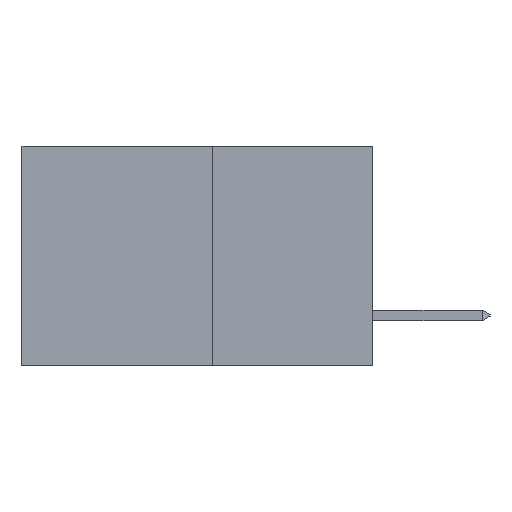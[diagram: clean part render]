
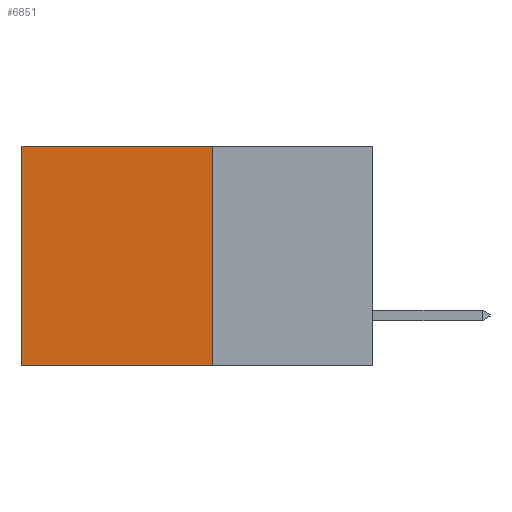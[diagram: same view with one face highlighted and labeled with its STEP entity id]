
A CAD part, left-side view. The second image highlights one B-rep face of the part: STEP entity #6851.
In plain terms, the highlighted planar face has unit normal (-1, 0, 0).
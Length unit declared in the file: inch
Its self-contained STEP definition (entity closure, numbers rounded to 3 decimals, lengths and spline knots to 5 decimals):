
#1619 = DIRECTION ( 'NONE',  ( 0., 1., 0. ) ) ;
#2431 = LINE ( 'NONE', #2969, #7557 ) ;
#2969 = CARTESIAN_POINT ( 'NONE',  ( 0.277, 0.27, -0.37 ) ) ;
#2975 = ORIENTED_EDGE ( 'NONE', *, *, #11368, .T. ) ;
#3002 = DIRECTION ( 'NONE',  ( 0., 0., -1. ) ) ;
#3399 = AXIS2_PLACEMENT_3D ( 'NONE', #9460, #9499, #3741 ) ;
#3741 = DIRECTION ( 'NONE',  ( 0., 0., -1. ) ) ;
#4170 = CARTESIAN_POINT ( 'NONE',  ( 0.277, 0.59, 0. ) ) ;
#4345 = VERTEX_POINT ( 'NONE', #7265 ) ;
#5595 = VERTEX_POINT ( 'NONE', #4170 ) ;
#5604 = DIRECTION ( 'NONE',  ( 0., 0., -1. ) ) ;
#5715 = EDGE_CURVE ( 'NONE', #4345, #8114, #2431, .T. ) ;
#6851 = ADVANCED_FACE ( 'NONE', ( #12162 ), #8544, .F. ) ;
#7265 = CARTESIAN_POINT ( 'NONE',  ( 0.277, 0.27, 0. ) ) ;
#7404 = DIRECTION ( 'NONE',  ( 0., 1., 0. ) ) ;
#7408 = CARTESIAN_POINT ( 'NONE',  ( 0.277, 0.27, -0.37 ) ) ;
#7557 = VECTOR ( 'NONE', #3002, 39.37008 ) ;
#7596 = ORIENTED_EDGE ( 'NONE', *, *, #10817, .F. ) ;
#7874 = VECTOR ( 'NONE', #7404, 39.37008 ) ;
#7931 = VECTOR ( 'NONE', #1619, 39.37008 ) ;
#8114 = VERTEX_POINT ( 'NONE', #7408 ) ;
#8180 = LINE ( 'NONE', #10298, #7874 ) ;
#8395 = CARTESIAN_POINT ( 'NONE',  ( 0.277, 0.27, 0. ) ) ;
#8544 = PLANE ( 'NONE',  #3399 ) ;
#8911 = LINE ( 'NONE', #10204, #11159 ) ;
#9460 = CARTESIAN_POINT ( 'NONE',  ( 0.277, 0.27, -0.37 ) ) ;
#9499 = DIRECTION ( 'NONE',  ( 1., 0., 0. ) ) ;
#10151 = EDGE_CURVE ( 'NONE', #4345, #5595, #12391, .T. ) ;
#10204 = CARTESIAN_POINT ( 'NONE',  ( 0.277, 0.59, -0.37 ) ) ;
#10298 = CARTESIAN_POINT ( 'NONE',  ( 0.277, 0.27, -0.37 ) ) ;
#10388 = ORIENTED_EDGE ( 'NONE', *, *, #10151, .T. ) ;
#10817 = EDGE_CURVE ( 'NONE', #8114, #12150, #8180, .T. ) ;
#11159 = VECTOR ( 'NONE', #5604, 39.37008 ) ;
#11324 = EDGE_LOOP ( 'NONE', ( #2975, #7596, #11518, #10388 ) ) ;
#11368 = EDGE_CURVE ( 'NONE', #5595, #12150, #8911, .T. ) ;
#11393 = CARTESIAN_POINT ( 'NONE',  ( 0.277, 0.59, -0.37 ) ) ;
#11518 = ORIENTED_EDGE ( 'NONE', *, *, #5715, .F. ) ;
#12150 = VERTEX_POINT ( 'NONE', #11393 ) ;
#12162 = FACE_OUTER_BOUND ( 'NONE', #11324, .T. ) ;
#12391 = LINE ( 'NONE', #8395, #7931 ) ;
